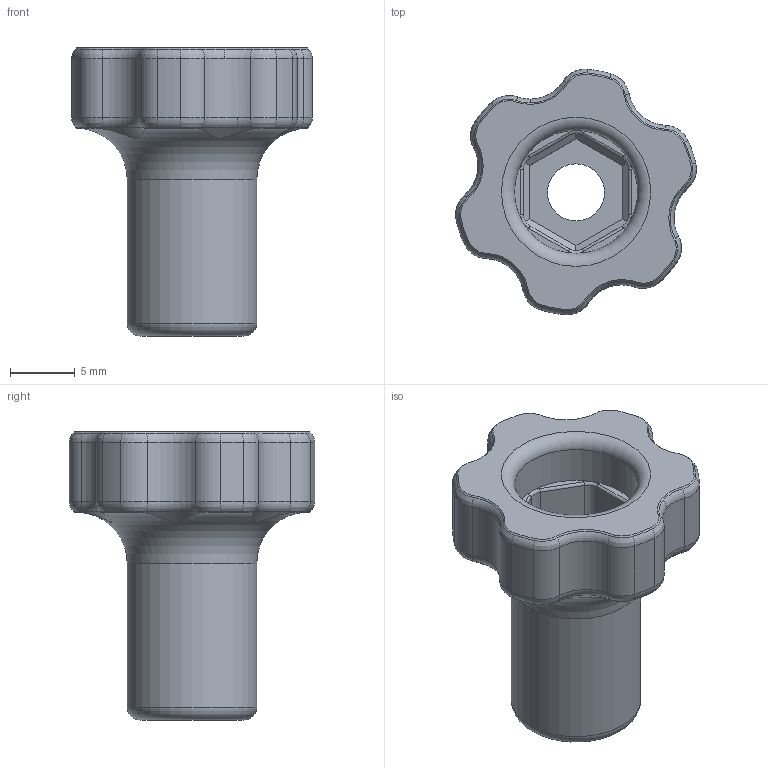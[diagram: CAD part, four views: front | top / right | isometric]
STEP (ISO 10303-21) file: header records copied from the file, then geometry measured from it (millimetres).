
FILE_DESCRIPTION(('HOOPS Exchange Step'),'2;1');
FILE_NAME('temp_export','2023-11-23T19:09:24+08:00',('hafiz'),('Shapr3D Limited'),'HOOPS Exchange 2023.2','Shapr3D','Authorized');
FILE_SCHEMA( ('AUTOMOTIVE_DESIGN { 1 0 10303 214 1 1 1 1 }') );
Length unit declared in the file: millimetre
Products named in the file (2): temp_import.step; root
Assembly tree (1 placements, depth 2):
  root
    temp_import.step
Bounding box: 18.57 x 18.93 x 22.2 mm (x, y, z)
Volume: 1728.1 mm3; surface area: 1789 mm2
Topology: 1 solids, 1 shells, 176 faces, 403 edges, 231 vertices
Faces by surface type: cone 48, cylinder 39, torus 37, plane 28, bspline 24
Full cylindrical faces by diameter (mm): 4.4 x1, 9.5 x1, 10 x1
Entity records: 5387 total; most frequent: CARTESIAN_POINT 1328, DIRECTION 947, ORIENTED_EDGE 806, AXIS2_PLACEMENT_3D 409, EDGE_CURVE 403, CIRCLE 243, VERTEX_POINT 231, EDGE_LOOP 180
